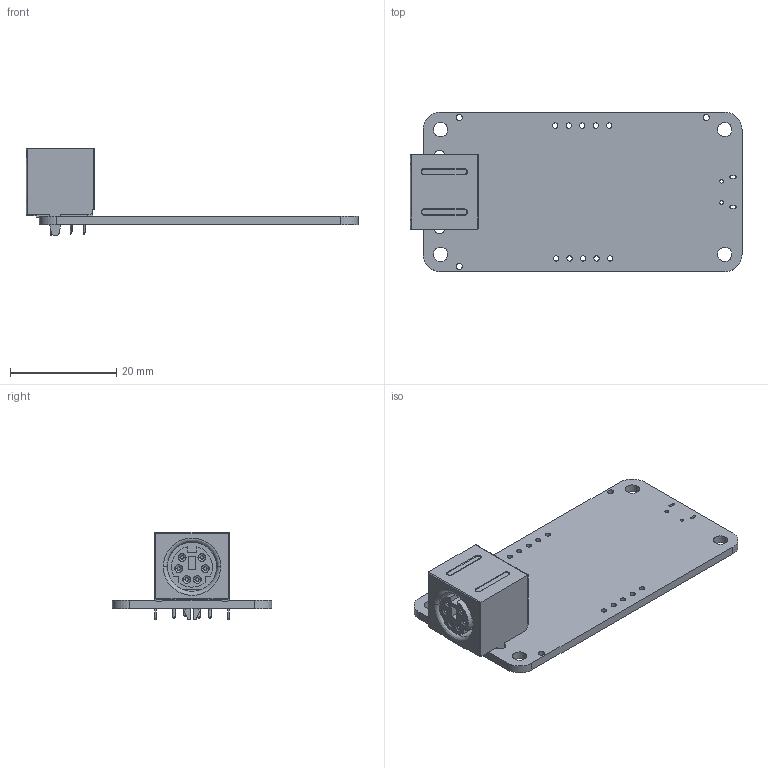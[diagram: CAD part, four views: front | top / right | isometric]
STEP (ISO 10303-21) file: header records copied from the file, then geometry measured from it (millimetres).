
FILE_DESCRIPTION(('KiCad electronic assembly'),'2;1');
FILE_NAME('minirib-usb-revE.step','2023-04-18T10:58:30',('Pcbnew'),( 'Kicad'),'Open CASCADE STEP processor 7.6','KiCad to STEP converter' ,'Unknown');
FILE_SCHEMA(('AUTOMOTIVE_DESIGN { 1 0 10303 214 1 1 1 1 }'));
Length unit declared in the file: millimetre
Products named in the file (4): minirib-usb-revE 1; KMDGX-6S-BS_rC6; SOLID; minirib-usb PCB
Assembly tree (3 placements, depth 3):
  minirib-usb-revE 1
    KMDGX-6S-BS_rC6
      SOLID
    minirib-usb PCB
Bounding box: 62.5 x 30 x 16.5 mm (x, y, z)
Volume: 4853.7 mm3; surface area: 5803.4 mm2
Topology: 2 solids, 2 shells, 320 faces, 843 edges, 544 vertices
Faces by surface type: bspline 274, cylinder 36, plane 10
Full cylindrical faces by diameter (mm): 0.65 x2, 0.9 x6, 1 x10, 1.152 x3, 2.2 x3, 2.7 x4
Entity records: 20880 total; most frequent: CARTESIAN_POINT 8226, B_SPLINE_CURVE_WITH_KNOTS 1853, ORIENTED_EDGE 1686, PCURVE 1686, DEFINITIONAL_REPRESENTATION 1686, EDGE_CURVE 843, SURFACE_CURVE 815, VERTEX_POINT 544
